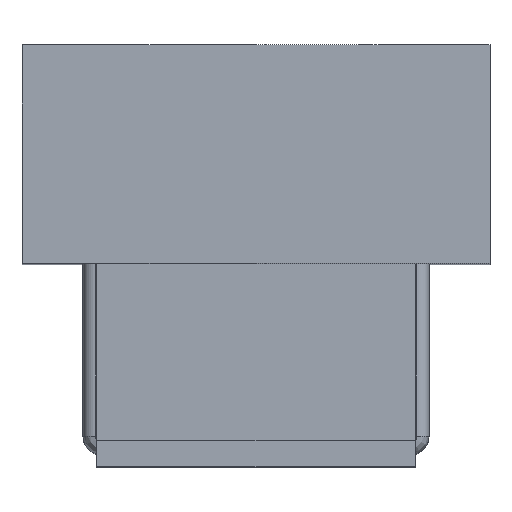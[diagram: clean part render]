
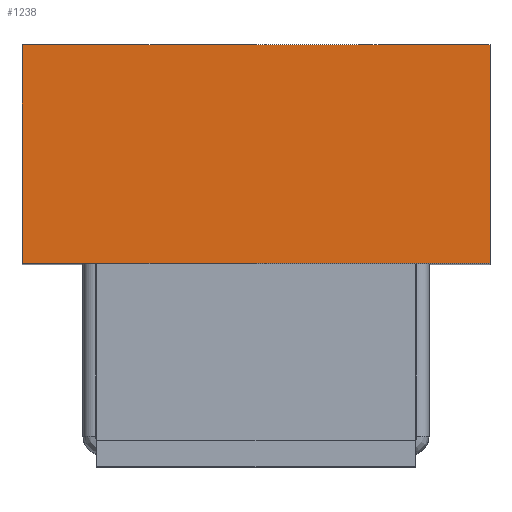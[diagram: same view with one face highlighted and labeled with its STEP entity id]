
A CAD part, top view. The second image highlights one B-rep face of the part: STEP entity #1238.
In plain terms, the highlighted planar face has unit normal (0, 0, 1).
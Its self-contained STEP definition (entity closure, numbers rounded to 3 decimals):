
#159 = LINE ( 'NONE', #2244, #1874 ) ;
#182 = FACE_OUTER_BOUND ( 'NONE', #484, .T. ) ;
#197 = DIRECTION ( 'NONE',  ( 0., 1., 0. ) ) ;
#218 = DIRECTION ( 'NONE',  ( -1., 0., 0. ) ) ;
#236 = CARTESIAN_POINT ( 'NONE',  ( 1.905, 3.42, 2.475 ) ) ;
#287 = VERTEX_POINT ( 'NONE', #2308 ) ;
#399 = LINE ( 'NONE', #1274, #1556 ) ;
#484 = EDGE_LOOP ( 'NONE', ( #1391, #2124, #943, #1575 ) ) ;
#599 = CARTESIAN_POINT ( 'NONE',  ( -1.905, 3.42, 2.475 ) ) ;
#658 = EDGE_CURVE ( 'NONE', #287, #1485, #2363, .T. ) ;
#702 = EDGE_CURVE ( 'NONE', #1485, #1459, #159, .T. ) ;
#850 = CARTESIAN_POINT ( 'NONE',  ( 1.905, 3.42, 2.475 ) ) ;
#893 = AXIS2_PLACEMENT_3D ( 'NONE', #967, #1863, #1329 ) ;
#943 = ORIENTED_EDGE ( 'NONE', *, *, #2138, .F. ) ;
#950 = EDGE_CURVE ( 'NONE', #2264, #287, #1616, .T. ) ;
#967 = CARTESIAN_POINT ( 'NONE',  ( 1.905, 3.42, 2.475 ) ) ;
#1037 = CARTESIAN_POINT ( 'NONE',  ( -1.905, 1.64, 2.475 ) ) ;
#1228 = CARTESIAN_POINT ( 'NONE',  ( 1.905, 1.64, 2.475 ) ) ;
#1238 = ADVANCED_FACE ( 'NONE', ( #182 ), #1502, .F. ) ;
#1274 = CARTESIAN_POINT ( 'NONE',  ( -1.905, 3.42, 2.475 ) ) ;
#1306 = DIRECTION ( 'NONE',  ( 0., -1., 0. ) ) ;
#1329 = DIRECTION ( 'NONE',  ( -1., 0., 0. ) ) ;
#1391 = ORIENTED_EDGE ( 'NONE', *, *, #658, .F. ) ;
#1459 = VERTEX_POINT ( 'NONE', #1037 ) ;
#1485 = VERTEX_POINT ( 'NONE', #1228 ) ;
#1502 = PLANE ( 'NONE',  #893 ) ;
#1504 = VECTOR ( 'NONE', #1306, 1000. ) ;
#1510 = VECTOR ( 'NONE', #1570, 1000. ) ;
#1556 = VECTOR ( 'NONE', #197, 1000. ) ;
#1570 = DIRECTION ( 'NONE',  ( 1., 0., 0. ) ) ;
#1575 = ORIENTED_EDGE ( 'NONE', *, *, #702, .F. ) ;
#1616 = LINE ( 'NONE', #850, #1510 ) ;
#1863 = DIRECTION ( 'NONE',  ( 0., 0., -1. ) ) ;
#1874 = VECTOR ( 'NONE', #218, 1000. ) ;
#2124 = ORIENTED_EDGE ( 'NONE', *, *, #950, .F. ) ;
#2138 = EDGE_CURVE ( 'NONE', #1459, #2264, #399, .T. ) ;
#2244 = CARTESIAN_POINT ( 'NONE',  ( 1.905, 1.64, 2.475 ) ) ;
#2264 = VERTEX_POINT ( 'NONE', #599 ) ;
#2308 = CARTESIAN_POINT ( 'NONE',  ( 1.905, 3.42, 2.475 ) ) ;
#2363 = LINE ( 'NONE', #236, #1504 ) ;
